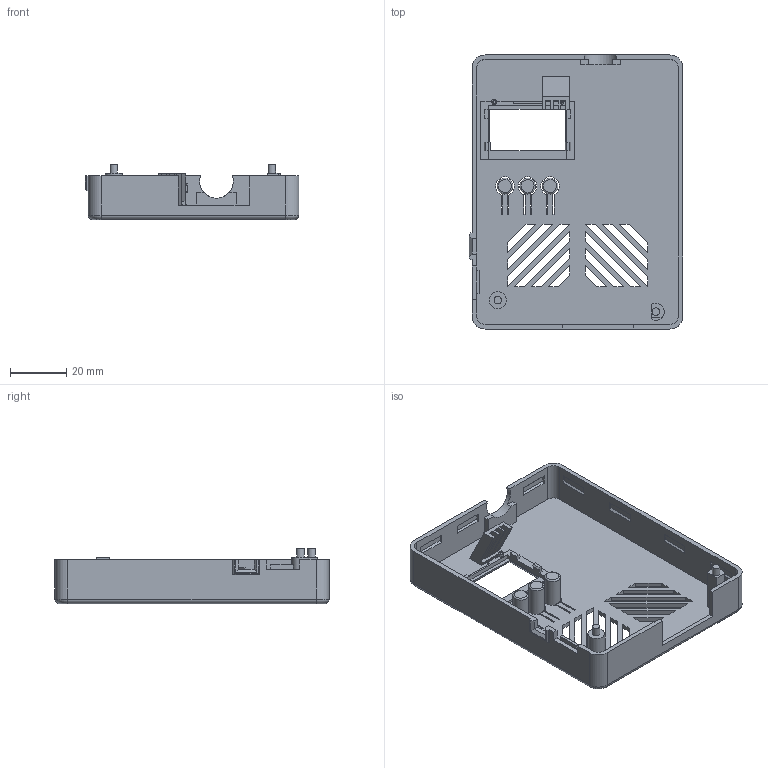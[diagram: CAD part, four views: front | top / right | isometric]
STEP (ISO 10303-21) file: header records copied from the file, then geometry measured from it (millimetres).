
FILE_DESCRIPTION(/* description */ (''),/* implementation_level */ '2;1');
FILE_NAME(/* name */ 'ConnectBox v4.7 Top v8.step',/* time_stamp */ '2018-07-24T11:59:44-06:00',/* author */ ('kirkwZ5Z42'),/* organization */ (''),/* preprocessor_version */ 'ST-DEVELOPER v17',/* originating_system */ 'Autodesk Translation Framework v7.1.0.215',/* authorisation */ '');
FILE_SCHEMA (('AUTOMOTIVE_DESIGN { 1 0 10303 214 3 1 1 }'));
Length unit declared in the file: millimetre
Products named in the file (2): ConnectBox v4.7 LED LightPipe; Top 4.7(1)
Assembly tree (1 placements, depth 2):
  ConnectBox v4.7 LED LightPipe
    Top 4.7(1)
Bounding box: 75.7 x 97.14 x 19.6 mm (x, y, z)
Volume: 18621.2 mm3; surface area: 25663.4 mm2
Topology: 1 solids, 1 shells, 627 faces, 1710 edges, 1135 vertices
Faces by surface type: plane 415, bspline 139, cylinder 64, torus 7, cone 2
Full cylindrical faces by diameter (mm): 1.8 x2, 2.65 x2, 3.5 x1, 5.6 x3, 6 x1
Entity records: 21073 total; most frequent: CARTESIAN_POINT 5838, ORIENTED_EDGE 3420, DIRECTION 2569, EDGE_CURVE 1710, LINE 1277, VECTOR 1277, VERTEX_POINT 1135, EDGE_LOOP 715
